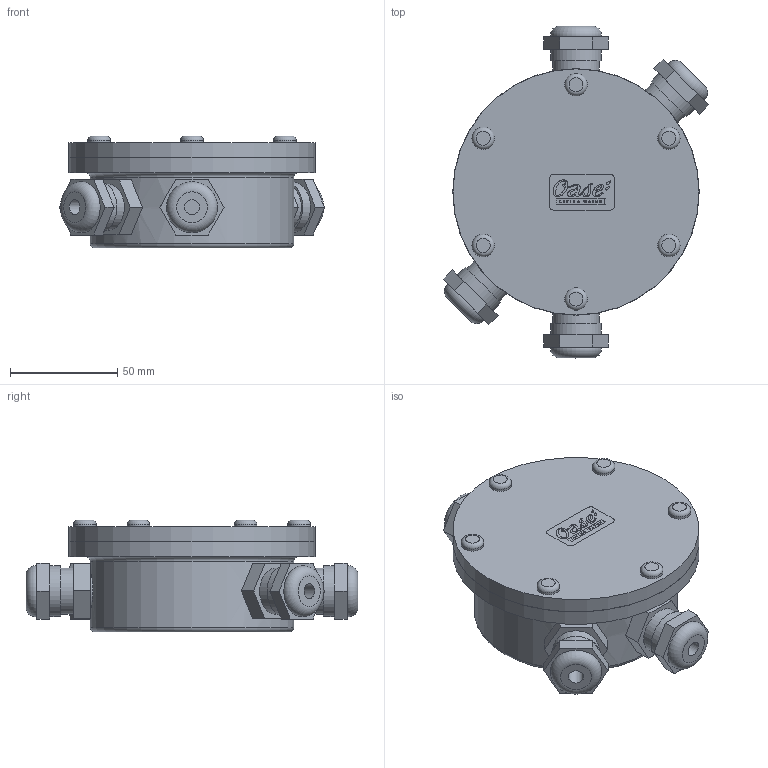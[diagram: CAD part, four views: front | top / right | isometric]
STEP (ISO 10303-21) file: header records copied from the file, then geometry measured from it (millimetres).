
FILE_DESCRIPTION(/* description */ (''),/* implementation_level */ '2;1');
FILE_NAME(/* name */ '51334 UKK T3.stp',/* time_stamp */ '2015-05-18T11:35:35+02:00',/* author */ ('guzb562'),/* organization */ (''),/* preprocessor_version */ 'ST-DEVELOPER v15.6',/* originating_system */ 'Autodesk Inventor 2015',/* authorisation */ '122091,7 mm^3');
FILE_SCHEMA (('AUTOMOTIVE_DESIGN { 1 0 10303 214 3 1 1 }'));
Length unit declared in the file: millimetre
Products named in the file (1): 51334 UKK T3
Bounding box: 123.63 x 154.86 x 52.2 mm (x, y, z)
Volume: 251468.4 mm3; surface area: 71437.1 mm2
Topology: 1 solids, 10 shells, 383 faces, 913 edges, 612 vertices
Faces by surface type: plane 227, bspline 78, cylinder 66, torus 12
Full cylindrical faces by diameter (mm): 7 x8, 10.5 x6, 21.551 x4, 23.601 x4, 85 x1, 95 x1, 114.797 x1, 115 x1
Entity records: 12164 total; most frequent: CARTESIAN_POINT 3737, ORIENTED_EDGE 1718, DIRECTION 1389, EDGE_CURVE 859, VERTEX_POINT 596, LINE 569, VECTOR 569, EDGE_LOOP 483
